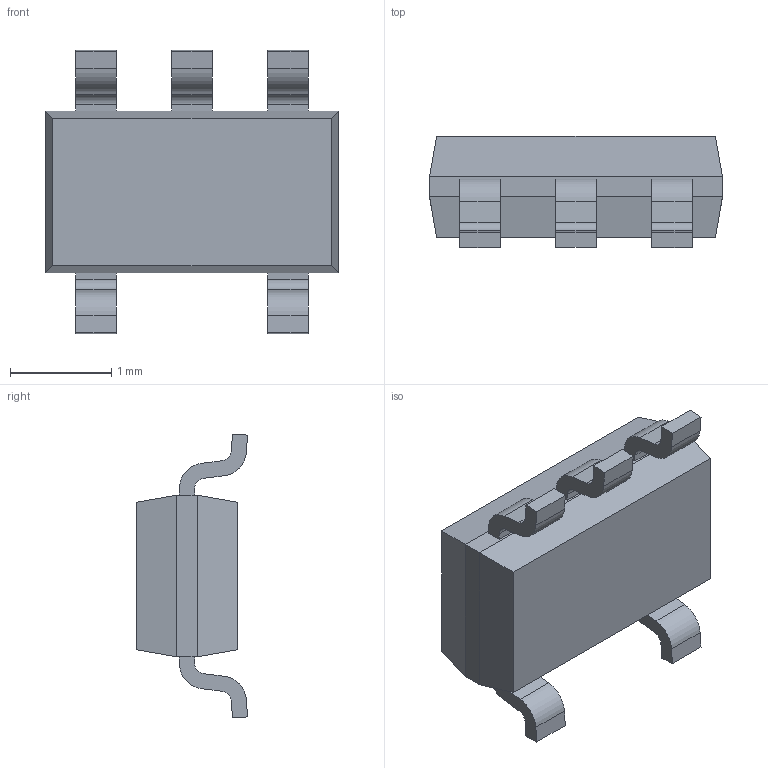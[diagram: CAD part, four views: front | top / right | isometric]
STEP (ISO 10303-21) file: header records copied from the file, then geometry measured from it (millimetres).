
FILE_DESCRIPTION (( 'STEP AP214' ), '1' );
FILE_NAME ('DAF8BCB3-216F-45A3-9A41-A94BF6EAB7FF.STEP', '2024-08-02T09:48:47', ( '' ), ( '' ), 'SwSTEP 2.0', 'SolidWorks 2022', '' );
FILE_SCHEMA (( 'AUTOMOTIVE_DESIGN' ));
Length unit declared in the file: millimetre
Products named in the file (1): DAF8BCB3-216F-45A3-9A41-A94BF6EAB7FF
Bounding box: 2.9 x 1.1 x 2.81 mm (x, y, z)
Volume: 4.7 mm3; surface area: 22.1 mm2
Topology: 1 solids, 1 shells, 82 faces, 214 edges, 140 vertices
Faces by surface type: plane 60, cylinder 22
Entity records: 3434 total; most frequent: CARTESIAN_POINT 437, ORIENTED_EDGE 428, DIRECTION 424, EDGE_CURVE 214, VECTOR 170, LINE 170, VERTEX_POINT 140, AXIS2_PLACEMENT_3D 127
